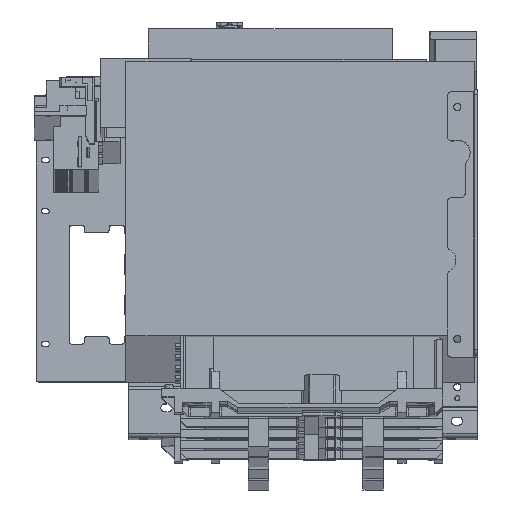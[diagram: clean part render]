
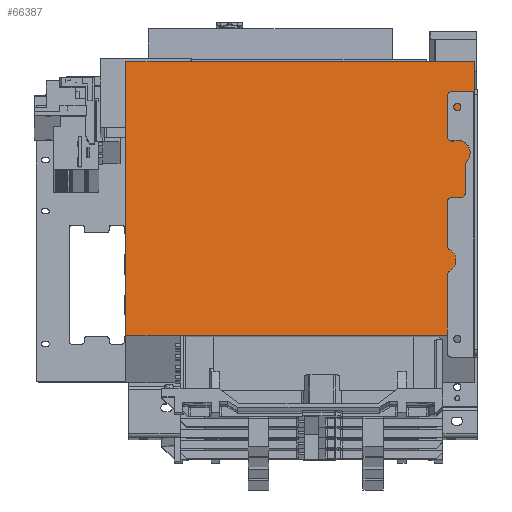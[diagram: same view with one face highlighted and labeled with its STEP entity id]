
A CAD part, top view. The second image highlights one B-rep face of the part: STEP entity #66387.
In plain terms, the highlighted planar face has unit normal (0, 0.089, 0.996).
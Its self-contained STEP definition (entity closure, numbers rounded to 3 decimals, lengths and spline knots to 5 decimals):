
#62387=DIRECTION('',(0.,-0.996,0.089));
#62388=VECTOR('',#62387,0.268);
#62389=CARTESIAN_POINT('',(-0.1335,0.10402,0.33054));
#62390=LINE('',#62389,#62388);
#62649=DIRECTION('',(1.,0.,0.));
#62650=VECTOR('',#62649,0.34);
#62651=CARTESIAN_POINT('',(-0.1335,0.10402,0.33054));
#62652=LINE('',#62651,#62650);
#62665=DIRECTION('',(0.,0.996,-0.089));
#62666=VECTOR('',#62665,0.268);
#62667=CARTESIAN_POINT('',(0.2065,-0.16292,0.35429));
#62668=LINE('',#62667,#62666);
#62673=DIRECTION('',(1.,0.,0.));
#62674=VECTOR('',#62673,0.34);
#62675=CARTESIAN_POINT('',(-0.1335,-0.16292,0.35429));
#62676=LINE('',#62675,#62674);
#64367=CARTESIAN_POINT('',(0.2065,0.10402,0.33054));
#64369=VERTEX_POINT('',#64367);
#64373=CARTESIAN_POINT('',(0.2065,-0.16292,0.35429));
#64374=VERTEX_POINT('',#64373);
#64375=CARTESIAN_POINT('',(-0.1335,0.10402,0.33054));
#64376=VERTEX_POINT('',#64375);
#64379=CARTESIAN_POINT('',(-0.1335,-0.16292,0.35429));
#64380=VERTEX_POINT('',#64379);
#66374=CARTESIAN_POINT('',(0.2065,-0.16292,0.35429));
#66375=DIRECTION('',(0.,0.089,0.996));
#66376=DIRECTION('',(0.,0.996,-0.089));
#66377=AXIS2_PLACEMENT_3D('',#66374,#66375,#66376);
#66378=PLANE('',#66377);
#66380=ORIENTED_EDGE('',*,*,#66379,.F.);
#66382=ORIENTED_EDGE('',*,*,#66381,.F.);
#66383=ORIENTED_EDGE('',*,*,#65978,.F.);
#66384=ORIENTED_EDGE('',*,*,#65500,.T.);
#66385=EDGE_LOOP('',(#66380,#66382,#66383,#66384));
#66386=FACE_OUTER_BOUND('',#66385,.F.);
#66387=ADVANCED_FACE('',(#66386),#66378,.T.);
#65500=EDGE_CURVE('',#64376,#64369,#62652,.T.);
#65978=EDGE_CURVE('',#64376,#64380,#62390,.T.);
#66379=EDGE_CURVE('',#64374,#64369,#62668,.T.);
#66381=EDGE_CURVE('',#64380,#64374,#62676,.T.);
